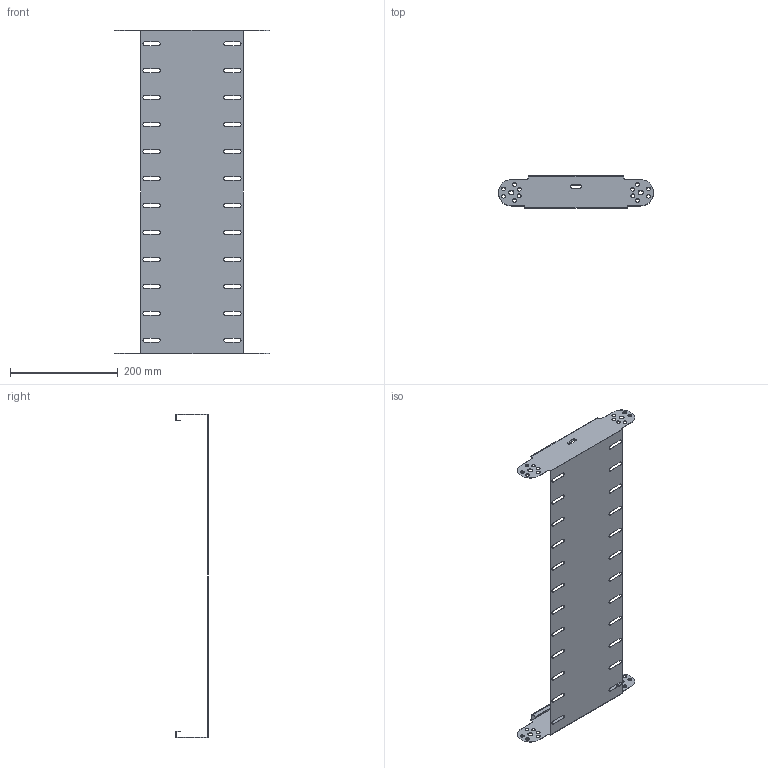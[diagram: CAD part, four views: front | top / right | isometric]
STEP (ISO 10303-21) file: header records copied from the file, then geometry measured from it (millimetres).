
FILE_DESCRIPTION (( 'STEP AP214' ), '1' );
FILE_NAME ('7005441.stp', '2018-10-03T06:18:10', ( '' ), ( '' ), 'SwSTEP 2.0', 'SolidWorks 2018', '' );
FILE_SCHEMA (( 'AUTOMOTIVE_DESIGN' ));
Length unit declared in the file: millimetre
Products named in the file (1): 7005441
Bounding box: 288 x 59.4 x 600 mm (x, y, z)
Volume: 101244.3 mm3; surface area: 292517.8 mm2
Topology: 1 solids, 1 shells, 222 faces, 660 edges, 440 vertices
Faces by surface type: cylinder 116, plane 98, bspline 8
Entity records: 8054 total; most frequent: CARTESIAN_POINT 1731, ORIENTED_EDGE 1320, DIRECTION 1274, EDGE_CURVE 660, AXIS2_PLACEMENT_3D 447, VERTEX_POINT 440, LINE 380, VECTOR 380
